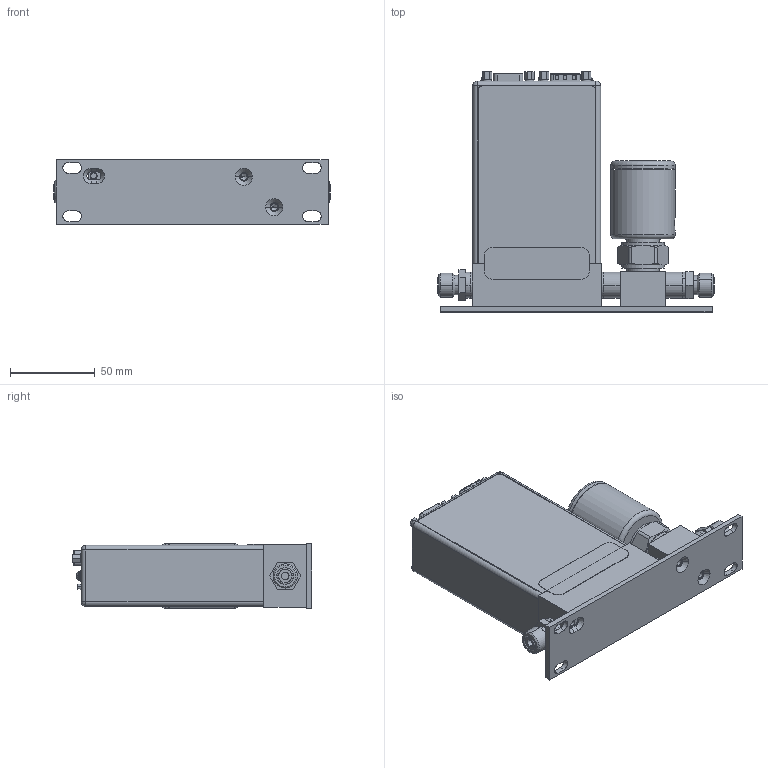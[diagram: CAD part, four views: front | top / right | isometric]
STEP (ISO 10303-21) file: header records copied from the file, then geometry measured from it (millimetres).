
FILE_DESCRIPTION((''),'2;1');
FILE_NAME('G-SERIES_4VCR_PROFIBUS_2-CONN_ASM','2013-06-07T',('cockrofm'),('MKS Instruments, Inc.'),'PRO/ENGINEER BY PARAMETRIC TECHNOLOGY CORPORATION, 2009060','PRO/ENGINEER BY PARAMETRIC TECHNOLOGY CORPORATION, 2009060','');
FILE_SCHEMA(('AUTOMOTIVE_DESIGN { 1 2 10303 214 0 1 1 1 }'));
Length unit declared in the file: inch
Products named in the file (34): 118253_SOLID_DUMMY_1; 1042639-001_FRT_1; 1046362_PWB_1; 110-8017_CONN-2POS-SINGLE_1; 110-0187-3-PIN-HEADER_1; 1003675_SWITCH_1; 1003544_LED_1; 1007235_CONN_RJ45_1; 072-8550_MJTP1236E_1; 110-0883_10-PIN_HEADER_1; 1046363_MAIN_PWR-BD_ASM_1_ASM; 1046426_PWB_BOARD_1; SQT-PIN_1; SQT-CASE_AF0_1; SQT-125-01-X-S-RA_ANY_ASM_AF0_A_ASM; SQT-110-01-RA_ASM_1_ASM; 1032580_CONN-DSUB-9POS-FEM_1; 171-009-113_1; 1046427_CCA_ASSY_ASM_1_ASM; 122676_1; 1046371_ENCLOSURE_PROFIBUS_1; 1016309-003_1; 1011702-002_4-40_PAN-HD-SEMS_1; 1048494_REAR_LABEL_1; 1040814_PROFIBUS_DUMMY_ASM_1_ASM; 119000_MNTG-PLATE_1; 116653-P1_FULL-VALVE_1; 116159_FITTING_4VCO; 1051032_FITTING_4VCO; 1037731-004; 1037730_SCREEN; 1037732-004_ASM; 1051033_FITTING_4VCO_ASM; G-SERIES_4VCR_PROFIBUS_2-CONN_ASM
Assembly tree (52 placements, depth 6):
  G-SERIES_4VCR_PROFIBUS_2-CONN_ASM
    1040814_PROFIBUS_DUMMY_ASM_1_ASM
      118253_SOLID_DUMMY_1
      1042639-001_FRT_1
      1046363_MAIN_PWR-BD_ASM_1_ASM
        1046362_PWB_1
        110-8017_CONN-2POS-SINGLE_1
        110-0187-3-PIN-HEADER_1
        1003675_SWITCH_1  x2
        1003544_LED_1  x2
        1007235_CONN_RJ45_1
        072-8550_MJTP1236E_1
        110-0883_10-PIN_HEADER_1
      1046427_CCA_ASSY_ASM_1_ASM
        1046426_PWB_BOARD_1
        SQT-110-01-RA_ASM_1_ASM
          SQT-125-01-X-S-RA_ANY_ASM_AF0_A_ASM
            SQT-PIN_1  x10
            SQT-CASE_AF0_1
        1032580_CONN-DSUB-9POS-FEM_1
        171-009-113_1
      122676_1
      1046371_ENCLOSURE_PROFIBUS_1
      1016309-003_1  x4
      1011702-002_4-40_PAN-HD-SEMS_1  x2
      1048494_REAR_LABEL_1
    119000_MNTG-PLATE_1
    116653-P1_FULL-VALVE_1
    116159_FITTING_4VCO
    1051033_FITTING_4VCO_ASM
      1051032_FITTING_4VCO
      1037732-004_ASM
        1037731-004
        1037730_SCREEN  x5
Bounding box: 163.4 x 141.91 x 38.14 mm (x, y, z)
Volume: 212800.2 mm3; surface area: 152552.8 mm2
Topology: 45 solids, 54 shells, 2669 faces, 6812 edges, 4409 vertices
Faces by surface type: plane 1764, cylinder 655, extrusion 88, cone 78, torus 54, sphere 16, bspline 14
Entity records: 66192 total; most frequent: CARTESIAN_POINT 13536, DIRECTION 10312, ORIENTED_EDGE 10194, EDGE_CURVE 5105, VECTOR 3804, LINE 3736, VERTEX_POINT 3311, AXIS2_PLACEMENT_3D 3254
